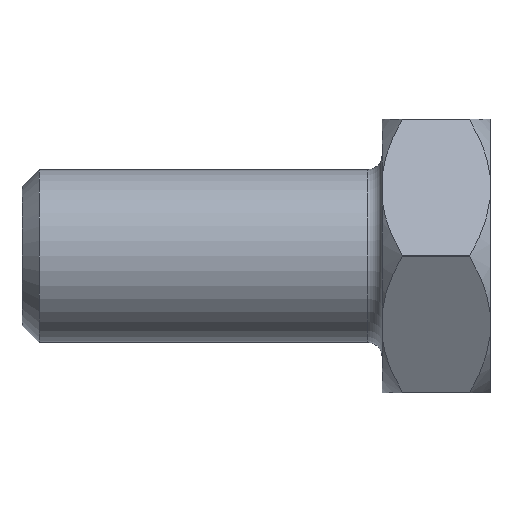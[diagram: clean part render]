
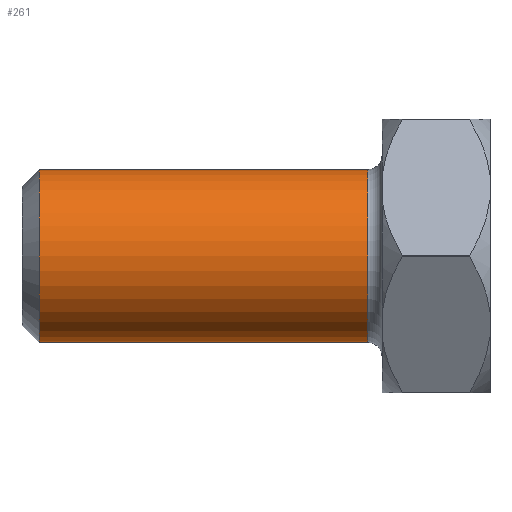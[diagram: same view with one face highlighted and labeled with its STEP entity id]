
A CAD part, left-side view. The second image highlights one B-rep face of the part: STEP entity #261.
In plain terms, the highlighted cylindrical face has radius 6 mm (diameter 12 mm), a partial arc.
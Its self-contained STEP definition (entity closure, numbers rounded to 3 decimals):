
#40 = CARTESIAN_POINT ( 'NONE',  ( 0., 1., -6. ) ) ;
#105 = CARTESIAN_POINT ( 'NONE',  ( 0., 37.084, 6. ) ) ;
#128 = FACE_OUTER_BOUND ( 'NONE', #367, .T. ) ;
#169 = LINE ( 'NONE', #105, #1289 ) ;
#195 = VERTEX_POINT ( 'NONE', #40 ) ;
#256 = VERTEX_POINT ( 'NONE', #718 ) ;
#261 = ADVANCED_FACE ( 'Fl�che1', ( #128 ), #1346, .T. ) ;
#347 = EDGE_CURVE ( 'NONE', #1283, #470, #169, .T. ) ;
#359 = CARTESIAN_POINT ( 'NONE',  ( 0., 23.8, 0. ) ) ;
#367 = EDGE_LOOP ( 'NONE', ( #676, #923, #974, #902 ) ) ;
#396 = DIRECTION ( 'NONE',  ( 0., 1., 0. ) ) ;
#467 = DIRECTION ( 'NONE',  ( 0., 0., 1. ) ) ;
#470 = VERTEX_POINT ( 'NONE', #738 ) ;
#497 = AXIS2_PLACEMENT_3D ( 'NONE', #1368, #840, #939 ) ;
#594 = CARTESIAN_POINT ( 'NONE',  ( 0., 1., 0. ) ) ;
#606 = CARTESIAN_POINT ( 'NONE',  ( 0., 37.084, -6. ) ) ;
#633 = EDGE_CURVE ( 'NONE', #195, #1283, #1332, .T. ) ;
#676 = ORIENTED_EDGE ( 'NONE', *, *, #1171, .F. ) ;
#718 = CARTESIAN_POINT ( 'NONE',  ( 0., 23.8, -6. ) ) ;
#738 = CARTESIAN_POINT ( 'NONE',  ( 0., 23.8, 6. ) ) ;
#761 = VECTOR ( 'NONE', #1250, 1000. ) ;
#840 = DIRECTION ( 'NONE',  ( 0., 1., 0. ) ) ;
#902 = ORIENTED_EDGE ( 'NONE', *, *, #1094, .T. ) ;
#923 = ORIENTED_EDGE ( 'NONE', *, *, #633, .T. ) ;
#939 = DIRECTION ( 'NONE',  ( 0., 0., 1. ) ) ;
#974 = ORIENTED_EDGE ( 'NONE', *, *, #347, .T. ) ;
#1034 = LINE ( 'NONE', #606, #761 ) ;
#1082 = DIRECTION ( 'NONE',  ( 0., 1., 0. ) ) ;
#1094 = EDGE_CURVE ( 'NONE', #470, #256, #1199, .T. ) ;
#1116 = DIRECTION ( 'NONE',  ( 0., -1., 0. ) ) ;
#1142 = DIRECTION ( 'NONE',  ( 0., 0., 1. ) ) ;
#1171 = EDGE_CURVE ( 'NONE', #195, #256, #1034, .T. ) ;
#1182 = AXIS2_PLACEMENT_3D ( 'NONE', #594, #396, #1142 ) ;
#1186 = CARTESIAN_POINT ( 'NONE',  ( 0., 1., 6. ) ) ;
#1199 = CIRCLE ( 'NONE', #1390, 6. ) ;
#1250 = DIRECTION ( 'NONE',  ( 0., 1., 0. ) ) ;
#1283 = VERTEX_POINT ( 'NONE', #1186 ) ;
#1289 = VECTOR ( 'NONE', #1082, 1000. ) ;
#1332 = CIRCLE ( 'NONE', #1182, 6. ) ;
#1346 = CYLINDRICAL_SURFACE ( 'NONE', #497, 6. ) ;
#1368 = CARTESIAN_POINT ( 'NONE',  ( 0., 37.084, 0. ) ) ;
#1390 = AXIS2_PLACEMENT_3D ( 'NONE', #359, #1116, #467 ) ;
